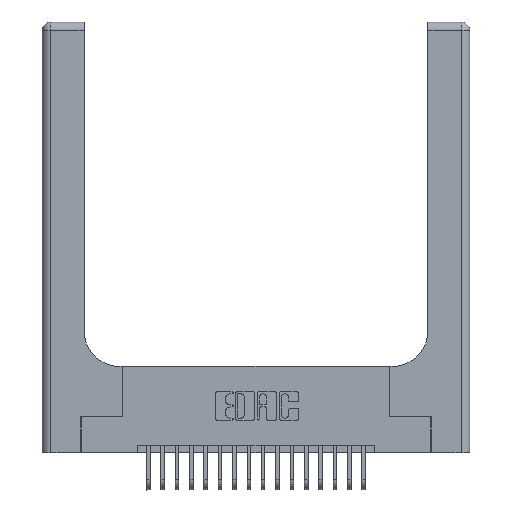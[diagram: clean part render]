
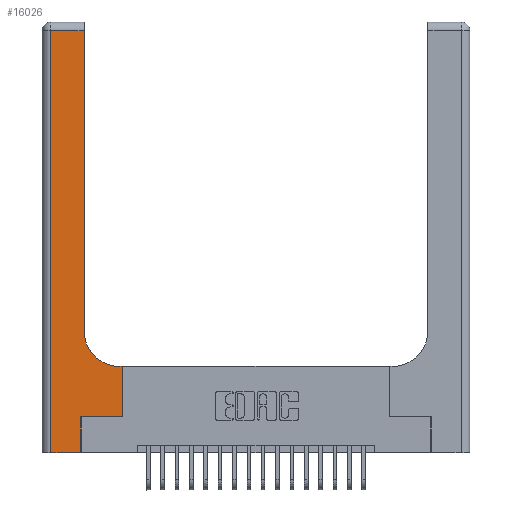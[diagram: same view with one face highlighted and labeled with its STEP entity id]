
A CAD part, top view. The second image highlights one B-rep face of the part: STEP entity #16026.
In plain terms, the highlighted planar face has unit normal (0, 0, 1).
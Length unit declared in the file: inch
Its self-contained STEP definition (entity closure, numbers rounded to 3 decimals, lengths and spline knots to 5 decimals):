
#85 = CARTESIAN_POINT ( 'NONE',  ( 0.269, 0.25, 0.37 ) ) ;
#222 = VECTOR ( 'NONE', #11717, 39.37008 ) ;
#382 = VERTEX_POINT ( 'NONE', #14216 ) ;
#663 = ORIENTED_EDGE ( 'NONE', *, *, #4933, .T. ) ;
#694 = CARTESIAN_POINT ( 'NONE',  ( 0.5585, 0.25, 0.37 ) ) ;
#734 = CARTESIAN_POINT ( 'NONE',  ( 0.2915, 2.94, 0.37 ) ) ;
#852 = VECTOR ( 'NONE', #14257, 39.37008 ) ;
#1012 = VERTEX_POINT ( 'NONE', #20824 ) ;
#1267 = VERTEX_POINT ( 'NONE', #734 ) ;
#1356 = ORIENTED_EDGE ( 'NONE', *, *, #5535, .T. ) ;
#1411 = DIRECTION ( 'NONE',  ( -1., 0., 0. ) ) ;
#1544 = EDGE_CURVE ( 'NONE', #19724, #11049, #19584, .T. ) ;
#1546 = CARTESIAN_POINT ( 'NONE',  ( 0.5415, 0.85, 0.37 ) ) ;
#1777 = VERTEX_POINT ( 'NONE', #19646 ) ;
#1884 = PLANE ( 'NONE',  #17678 ) ;
#2207 = ORIENTED_EDGE ( 'NONE', *, *, #6936, .T. ) ;
#2245 = CARTESIAN_POINT ( 'NONE',  ( 0., 0., 0.37 ) ) ;
#2462 = VECTOR ( 'NONE', #13528, 39.37008 ) ;
#2773 = VERTEX_POINT ( 'NONE', #3900 ) ;
#3005 = CARTESIAN_POINT ( 'NONE',  ( 0.2915, 3., 0.37 ) ) ;
#3216 = DIRECTION ( 'NONE',  ( 1., 0., 0. ) ) ;
#3885 = ORIENTED_EDGE ( 'NONE', *, *, #1544, .T. ) ;
#3900 = CARTESIAN_POINT ( 'NONE',  ( 0.5585, 0.6, 0.37 ) ) ;
#4066 = DIRECTION ( 'NONE',  ( 0., 1., 0. ) ) ;
#4933 = EDGE_CURVE ( 'NONE', #1267, #15674, #11613, .T. ) ;
#5056 = CARTESIAN_POINT ( 'NONE',  ( 0.06, 3., 0.37 ) ) ;
#5184 = DIRECTION ( 'NONE',  ( 0., 0., -1. ) ) ;
#5251 = LINE ( 'NONE', #3005, #852 ) ;
#5535 = EDGE_CURVE ( 'NONE', #1777, #1012, #17553, .T. ) ;
#5616 = CARTESIAN_POINT ( 'NONE',  ( 0.06, 2.94, 0.37 ) ) ;
#6036 = VERTEX_POINT ( 'NONE', #14294 ) ;
#6385 = EDGE_CURVE ( 'NONE', #6036, #382, #11037, .T. ) ;
#6465 = ORIENTED_EDGE ( 'NONE', *, *, #9494, .T. ) ;
#6595 = LINE ( 'NONE', #9475, #9828 ) ;
#6936 = EDGE_CURVE ( 'NONE', #11049, #1267, #5251, .T. ) ;
#9057 = VECTOR ( 'NONE', #9886, 39.37008 ) ;
#9150 = LINE ( 'NONE', #5056, #12948 ) ;
#9438 = AXIS2_PLACEMENT_3D ( 'NONE', #1546, #12858, #3216 ) ;
#9448 = ORIENTED_EDGE ( 'NONE', *, *, #10493, .T. ) ;
#9475 = CARTESIAN_POINT ( 'NONE',  ( 0.2915, 0.6, 0.37 ) ) ;
#9494 = EDGE_CURVE ( 'NONE', #382, #1777, #17920, .T. ) ;
#9828 = VECTOR ( 'NONE', #1411, 39.37008 ) ;
#9886 = DIRECTION ( 'NONE',  ( 1., 0., 0. ) ) ;
#10091 = CARTESIAN_POINT ( 'NONE',  ( 0.269, 0., 0.37 ) ) ;
#10493 = EDGE_CURVE ( 'NONE', #2773, #19724, #6595, .T. ) ;
#11037 = LINE ( 'NONE', #2245, #2462 ) ;
#11049 = VERTEX_POINT ( 'NONE', #18536 ) ;
#11407 = FACE_OUTER_BOUND ( 'NONE', #16319, .T. ) ;
#11613 = LINE ( 'NONE', #17836, #15875 ) ;
#11717 = DIRECTION ( 'NONE',  ( 0., 1., 0. ) ) ;
#12858 = DIRECTION ( 'NONE',  ( 0., 0., -1. ) ) ;
#12948 = VECTOR ( 'NONE', #14662, 39.37008 ) ;
#13183 = CARTESIAN_POINT ( 'NONE',  ( 0., 3., 0.37 ) ) ;
#13192 = LINE ( 'NONE', #694, #16925 ) ;
#13528 = DIRECTION ( 'NONE',  ( 1., 0., 0. ) ) ;
#13801 = ORIENTED_EDGE ( 'NONE', *, *, #6385, .T. ) ;
#14216 = CARTESIAN_POINT ( 'NONE',  ( 0.269, 0., 0.37 ) ) ;
#14257 = DIRECTION ( 'NONE',  ( 0., 1., 0. ) ) ;
#14274 = ORIENTED_EDGE ( 'NONE', *, *, #15452, .T. ) ;
#14294 = CARTESIAN_POINT ( 'NONE',  ( 0.06, 0., 0.37 ) ) ;
#14662 = DIRECTION ( 'NONE',  ( 0., -1., 0. ) ) ;
#14666 = DIRECTION ( 'NONE',  ( -1., 0., 0. ) ) ;
#15452 = EDGE_CURVE ( 'NONE', #15674, #6036, #9150, .T. ) ;
#15674 = VERTEX_POINT ( 'NONE', #5616 ) ;
#15690 = EDGE_CURVE ( 'NONE', #1012, #2773, #13192, .T. ) ;
#15875 = VECTOR ( 'NONE', #14666, 39.37008 ) ;
#16026 = ADVANCED_FACE ( 'NONE', ( #11407 ), #1884, .F. ) ;
#16319 = EDGE_LOOP ( 'NONE', ( #2207, #663, #14274, #13801, #6465, #1356, #18666, #9448, #3885 ) ) ;
#16390 = DIRECTION ( 'NONE',  ( -1., 0., 0. ) ) ;
#16925 = VECTOR ( 'NONE', #4066, 39.37008 ) ;
#17213 = CARTESIAN_POINT ( 'NONE',  ( 0.5415, 0.6, 0.37 ) ) ;
#17553 = LINE ( 'NONE', #85, #9057 ) ;
#17678 = AXIS2_PLACEMENT_3D ( 'NONE', #13183, #5184, #16390 ) ;
#17836 = CARTESIAN_POINT ( 'NONE',  ( 0., 2.94, 0.37 ) ) ;
#17920 = LINE ( 'NONE', #10091, #222 ) ;
#18536 = CARTESIAN_POINT ( 'NONE',  ( 0.2915, 0.85, 0.37 ) ) ;
#18666 = ORIENTED_EDGE ( 'NONE', *, *, #15690, .T. ) ;
#19584 = CIRCLE ( 'NONE', #9438, 0.25 ) ;
#19646 = CARTESIAN_POINT ( 'NONE',  ( 0.269, 0.25, 0.37 ) ) ;
#19724 = VERTEX_POINT ( 'NONE', #17213 ) ;
#20824 = CARTESIAN_POINT ( 'NONE',  ( 0.5585, 0.25, 0.37 ) ) ;
